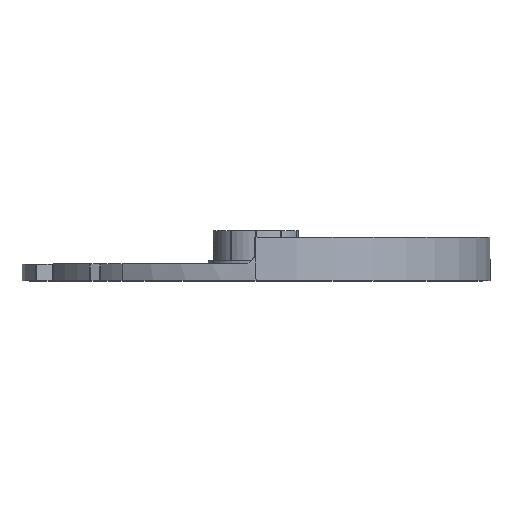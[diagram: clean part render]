
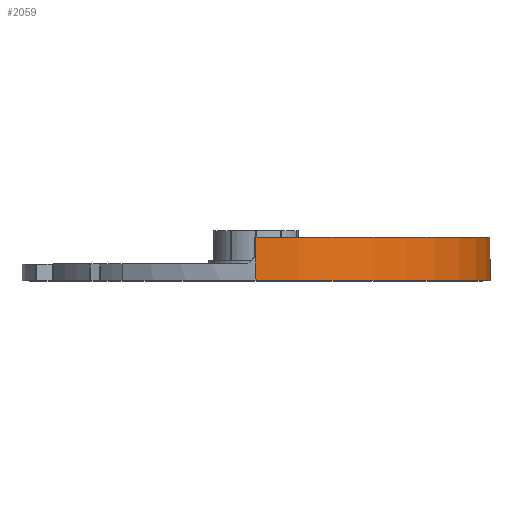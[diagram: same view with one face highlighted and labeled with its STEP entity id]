
A CAD part, top view. The second image highlights one B-rep face of the part: STEP entity #2059.
In plain terms, the highlighted cylindrical face has radius 70 mm (diameter 140 mm), a partial arc.
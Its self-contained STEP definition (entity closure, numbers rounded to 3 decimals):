
#3 = CARTESIAN_POINT ( 'NONE',  ( 0., 5., 0. ) ) ;
#24 = DIRECTION ( 'NONE',  ( 0., -1., 0. ) ) ;
#191 = DIRECTION ( 'NONE',  ( 0., 1., 0. ) ) ;
#230 = CARTESIAN_POINT ( 'NONE',  ( 0., 0., 0. ) ) ;
#345 = CARTESIAN_POINT ( 'NONE',  ( 0., 13., -70. ) ) ;
#348 = VERTEX_POINT ( 'NONE', #3591 ) ;
#349 = CIRCLE ( 'NONE', #2212, 70. ) ;
#454 = LINE ( 'NONE', #1079, #987 ) ;
#584 = VERTEX_POINT ( 'NONE', #3463 ) ;
#642 = DIRECTION ( 'NONE',  ( 0., 0., -1. ) ) ;
#918 = AXIS2_PLACEMENT_3D ( 'NONE', #1976, #3189, #2896 ) ;
#935 = FACE_OUTER_BOUND ( 'NONE', #1326, .T. ) ;
#967 = CARTESIAN_POINT ( 'NONE',  ( 0., 13., -70. ) ) ;
#987 = VECTOR ( 'NONE', #3844, 1000. ) ;
#1079 = CARTESIAN_POINT ( 'NONE',  ( 0., 13., 70. ) ) ;
#1136 = EDGE_CURVE ( 'NONE', #1805, #3179, #349, .T. ) ;
#1149 = EDGE_CURVE ( 'NONE', #3590, #584, #454, .T. ) ;
#1185 = ORIENTED_EDGE ( 'NONE', *, *, #1907, .F. ) ;
#1326 = EDGE_LOOP ( 'NONE', ( #2471, #3859, #3122, #1185, #2106, #3604 ) ) ;
#1339 = CARTESIAN_POINT ( 'NONE',  ( 0., 0., 70. ) ) ;
#1419 = EDGE_CURVE ( 'NONE', #3007, #348, #2550, .T. ) ;
#1651 = DIRECTION ( 'NONE',  ( 0., -1., 0. ) ) ;
#1745 = DIRECTION ( 'NONE',  ( 0., 0., 1. ) ) ;
#1750 = DIRECTION ( 'NONE',  ( 0., -1., 0. ) ) ;
#1805 = VERTEX_POINT ( 'NONE', #1339 ) ;
#1881 = VECTOR ( 'NONE', #1651, 1000. ) ;
#1907 = EDGE_CURVE ( 'NONE', #348, #3179, #2338, .T. ) ;
#1976 = CARTESIAN_POINT ( 'NONE',  ( 0., 13., 0. ) ) ;
#2059 = ADVANCED_FACE ( 'NONE', ( #935 ), #3380, .T. ) ;
#2106 = ORIENTED_EDGE ( 'NONE', *, *, #1419, .F. ) ;
#2147 = DIRECTION ( 'NONE',  ( 0., -1., 0. ) ) ;
#2212 = AXIS2_PLACEMENT_3D ( 'NONE', #230, #191, #1745 ) ;
#2335 = VECTOR ( 'NONE', #2147, 1000. ) ;
#2338 = LINE ( 'NONE', #3589, #3371 ) ;
#2471 = ORIENTED_EDGE ( 'NONE', *, *, #1149, .T. ) ;
#2550 = LINE ( 'NONE', #967, #1881 ) ;
#2803 = EDGE_CURVE ( 'NONE', #3590, #3007, #2909, .T. ) ;
#2896 = DIRECTION ( 'NONE',  ( 0., 0., 1. ) ) ;
#2909 = CIRCLE ( 'NONE', #918, 70. ) ;
#3003 = CARTESIAN_POINT ( 'NONE',  ( 0., 5., 70. ) ) ;
#3007 = VERTEX_POINT ( 'NONE', #345 ) ;
#3022 = LINE ( 'NONE', #3003, #2335 ) ;
#3122 = ORIENTED_EDGE ( 'NONE', *, *, #1136, .T. ) ;
#3179 = VERTEX_POINT ( 'NONE', #3836 ) ;
#3189 = DIRECTION ( 'NONE',  ( 0., 1., 0. ) ) ;
#3316 = EDGE_CURVE ( 'NONE', #584, #1805, #3022, .T. ) ;
#3371 = VECTOR ( 'NONE', #1750, 1000. ) ;
#3380 = CYLINDRICAL_SURFACE ( 'NONE', #3870, 70. ) ;
#3463 = CARTESIAN_POINT ( 'NONE',  ( 0., 8., 70. ) ) ;
#3589 = CARTESIAN_POINT ( 'NONE',  ( 0., 5., -70. ) ) ;
#3590 = VERTEX_POINT ( 'NONE', #3671 ) ;
#3591 = CARTESIAN_POINT ( 'NONE',  ( 0., 8., -70. ) ) ;
#3604 = ORIENTED_EDGE ( 'NONE', *, *, #2803, .F. ) ;
#3671 = CARTESIAN_POINT ( 'NONE',  ( 0., 13., 70. ) ) ;
#3836 = CARTESIAN_POINT ( 'NONE',  ( 0., 0., -70. ) ) ;
#3844 = DIRECTION ( 'NONE',  ( 0., -1., 0. ) ) ;
#3859 = ORIENTED_EDGE ( 'NONE', *, *, #3316, .T. ) ;
#3870 = AXIS2_PLACEMENT_3D ( 'NONE', #3, #24, #642 ) ;
